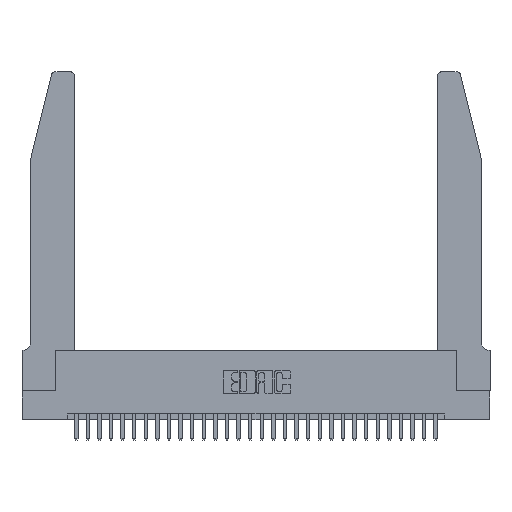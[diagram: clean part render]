
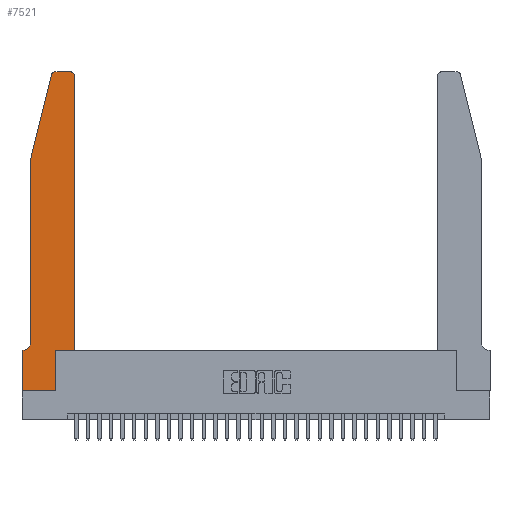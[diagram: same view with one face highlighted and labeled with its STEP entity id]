
A CAD part, top view. The second image highlights one B-rep face of the part: STEP entity #7521.
In plain terms, the highlighted planar face has unit normal (0, 0, 1).
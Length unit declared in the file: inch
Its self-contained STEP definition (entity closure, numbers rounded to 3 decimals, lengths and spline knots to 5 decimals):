
#1219 = CARTESIAN_POINT ( 'NONE',  ( 0.2605, 2.75, 0.37 ) ) ;
#1245 = LINE ( 'NONE', #2661, #13356 ) ;
#2250 = EDGE_CURVE ( 'NONE', #4029, #29545, #20145, .T. ) ;
#2513 = CARTESIAN_POINT ( 'NONE',  ( 0.2865, 0., 0.37 ) ) ;
#2661 = CARTESIAN_POINT ( 'NONE',  ( 0.0755, 0.35, 0.37 ) ) ;
#3174 = EDGE_CURVE ( 'NONE', #22438, #29234, #26941, .T. ) ;
#3370 = EDGE_CURVE ( 'NONE', #29545, #22438, #17083, .T. ) ;
#3773 = DIRECTION ( 'NONE',  ( 1., 0., 0. ) ) ;
#4029 = VERTEX_POINT ( 'NONE', #17829 ) ;
#4191 = CARTESIAN_POINT ( 'NONE',  ( 0., 0., 0.37 ) ) ;
#4334 = FACE_OUTER_BOUND ( 'NONE', #17863, .T. ) ;
#4627 = EDGE_CURVE ( 'NONE', #29234, #10809, #13590, .T. ) ;
#4661 = CARTESIAN_POINT ( 'NONE',  ( 0.0055, 0.42, 0.37 ) ) ;
#5344 = ORIENTED_EDGE ( 'NONE', *, *, #23303, .T. ) ;
#5606 = DIRECTION ( 'NONE',  ( 0., 1., 0. ) ) ;
#5995 = LINE ( 'NONE', #1219, #25698 ) ;
#6172 = DIRECTION ( 'NONE',  ( -1., 0., 0. ) ) ;
#6522 = CARTESIAN_POINT ( 'NONE',  ( 0.25487, 2.72718, 0.37 ) ) ;
#7360 = VERTEX_POINT ( 'NONE', #6522 ) ;
#7521 = ADVANCED_FACE ( 'NONE', ( #4334 ), #12150, .T. ) ;
#8389 = ORIENTED_EDGE ( 'NONE', *, *, #28099, .T. ) ;
#8481 = VERTEX_POINT ( 'NONE', #27670 ) ;
#8853 = EDGE_CURVE ( 'NONE', #26092, #8481, #1245, .T. ) ;
#9637 = DIRECTION ( 'NONE',  ( -1., 0., 0. ) ) ;
#9670 = LINE ( 'NONE', #10020, #12709 ) ;
#10020 = CARTESIAN_POINT ( 'NONE',  ( 0.0755, 2., 0.37 ) ) ;
#10809 = VERTEX_POINT ( 'NONE', #12275 ) ;
#11326 = CARTESIAN_POINT ( 'NONE',  ( 0.0055, 0.35, 0.37 ) ) ;
#11690 = VECTOR ( 'NONE', #5606, 39.37008 ) ;
#11838 = DIRECTION ( 'NONE',  ( 0., 0., 1. ) ) ;
#12040 = CARTESIAN_POINT ( 'NONE',  ( 0.284, 2.72, 0.37 ) ) ;
#12150 = PLANE ( 'NONE',  #30691 ) ;
#12275 = CARTESIAN_POINT ( 'NONE',  ( 0.4505, 2.72, 0.37 ) ) ;
#12404 = CARTESIAN_POINT ( 'NONE',  ( 0.0755, 2., 0.37 ) ) ;
#12441 = DIRECTION ( 'NONE',  ( 0., 0., 1. ) ) ;
#12643 = DIRECTION ( 'NONE',  ( 0., -1., 0. ) ) ;
#12709 = VECTOR ( 'NONE', #19996, 39.37008 ) ;
#12787 = CARTESIAN_POINT ( 'NONE',  ( 0.4505, 0.35, 0.37 ) ) ;
#13356 = VECTOR ( 'NONE', #19610, 39.37008 ) ;
#13590 = LINE ( 'NONE', #22259, #11690 ) ;
#13633 = DIRECTION ( 'NONE',  ( 1., 0., 0. ) ) ;
#14477 = DIRECTION ( 'NONE',  ( 0., -1., 0. ) ) ;
#14935 = AXIS2_PLACEMENT_3D ( 'NONE', #4661, #24168, #9637 ) ;
#14989 = VERTEX_POINT ( 'NONE', #12404 ) ;
#15231 = VECTOR ( 'NONE', #13633, 39.37008 ) ;
#15349 = CARTESIAN_POINT ( 'NONE',  ( 0.2865, 0.35, 0.37 ) ) ;
#15511 = CIRCLE ( 'NONE', #19943, 0.03 ) ;
#16677 = ORIENTED_EDGE ( 'NONE', *, *, #25040, .T. ) ;
#17083 = LINE ( 'NONE', #15349, #25423 ) ;
#17694 = CARTESIAN_POINT ( 'NONE',  ( 0.4505, 0.35, 0.37 ) ) ;
#17829 = CARTESIAN_POINT ( 'NONE',  ( 0., 0., 0.37 ) ) ;
#17863 = EDGE_LOOP ( 'NONE', ( #8389, #25535, #5344, #27775, #26726, #21409, #16677, #18775, #25425, #29701, #21962, #19516 ) ) ;
#17999 = DIRECTION ( 'NONE',  ( 1., 0., 0. ) ) ;
#18060 = CIRCLE ( 'NONE', #14935, 0.07 ) ;
#18585 = VERTEX_POINT ( 'NONE', #26028 ) ;
#18687 = EDGE_CURVE ( 'NONE', #14989, #18585, #28879, .T. ) ;
#18775 = ORIENTED_EDGE ( 'NONE', *, *, #2250, .T. ) ;
#19308 = CIRCLE ( 'NONE', #28281, 0.03 ) ;
#19516 = ORIENTED_EDGE ( 'NONE', *, *, #29392, .T. ) ;
#19610 = DIRECTION ( 'NONE',  ( -1., 0., 0. ) ) ;
#19943 = AXIS2_PLACEMENT_3D ( 'NONE', #12040, #12441, #21897 ) ;
#19996 = DIRECTION ( 'NONE',  ( -0.239, -0.971, 0. ) ) ;
#20145 = LINE ( 'NONE', #4191, #15231 ) ;
#20511 = VECTOR ( 'NONE', #17999, 39.37008 ) ;
#20630 = DIRECTION ( 'NONE',  ( 0., 0., 1. ) ) ;
#21409 = ORIENTED_EDGE ( 'NONE', *, *, #8853, .T. ) ;
#21757 = CARTESIAN_POINT ( 'NONE',  ( 0.284, 2.75, 0.37 ) ) ;
#21897 = DIRECTION ( 'NONE',  ( 1., 0., 0. ) ) ;
#21962 = ORIENTED_EDGE ( 'NONE', *, *, #4627, .T. ) ;
#22259 = CARTESIAN_POINT ( 'NONE',  ( 0.4505, 0.35, 0.37 ) ) ;
#22438 = VERTEX_POINT ( 'NONE', #25648 ) ;
#22447 = VECTOR ( 'NONE', #14477, 39.37008 ) ;
#22644 = DIRECTION ( 'NONE',  ( 0., 1., 0. ) ) ;
#23303 = EDGE_CURVE ( 'NONE', #7360, #14989, #9670, .T. ) ;
#23725 = VERTEX_POINT ( 'NONE', #21757 ) ;
#23956 = VECTOR ( 'NONE', #12643, 39.37008 ) ;
#24125 = CARTESIAN_POINT ( 'NONE',  ( 0., 0.35, 0.37 ) ) ;
#24168 = DIRECTION ( 'NONE',  ( 0., 0., -1. ) ) ;
#24293 = CARTESIAN_POINT ( 'NONE',  ( 0.4205, 2.75, 0.37 ) ) ;
#25040 = EDGE_CURVE ( 'NONE', #8481, #4029, #27754, .T. ) ;
#25423 = VECTOR ( 'NONE', #22644, 39.37008 ) ;
#25425 = ORIENTED_EDGE ( 'NONE', *, *, #3370, .T. ) ;
#25535 = ORIENTED_EDGE ( 'NONE', *, *, #27809, .T. ) ;
#25648 = CARTESIAN_POINT ( 'NONE',  ( 0.2865, 0.35, 0.37 ) ) ;
#25698 = VECTOR ( 'NONE', #6172, 39.37008 ) ;
#26028 = CARTESIAN_POINT ( 'NONE',  ( 0.0755, 0.42, 0.37 ) ) ;
#26092 = VERTEX_POINT ( 'NONE', #11326 ) ;
#26726 = ORIENTED_EDGE ( 'NONE', *, *, #31290, .T. ) ;
#26941 = LINE ( 'NONE', #17694, #20511 ) ;
#27670 = CARTESIAN_POINT ( 'NONE',  ( 0., 0.35, 0.37 ) ) ;
#27754 = LINE ( 'NONE', #29685, #23956 ) ;
#27775 = ORIENTED_EDGE ( 'NONE', *, *, #18687, .T. ) ;
#27809 = EDGE_CURVE ( 'NONE', #23725, #7360, #15511, .T. ) ;
#28099 = EDGE_CURVE ( 'NONE', #30117, #23725, #5995, .T. ) ;
#28281 = AXIS2_PLACEMENT_3D ( 'NONE', #30644, #20630, #3773 ) ;
#28879 = LINE ( 'NONE', #28980, #22447 ) ;
#28980 = CARTESIAN_POINT ( 'NONE',  ( 0.0755, 2., 0.37 ) ) ;
#28991 = DIRECTION ( 'NONE',  ( 1., 0., 0. ) ) ;
#29234 = VERTEX_POINT ( 'NONE', #12787 ) ;
#29392 = EDGE_CURVE ( 'NONE', #10809, #30117, #19308, .T. ) ;
#29545 = VERTEX_POINT ( 'NONE', #2513 ) ;
#29685 = CARTESIAN_POINT ( 'NONE',  ( 0., 0., 0.37 ) ) ;
#29701 = ORIENTED_EDGE ( 'NONE', *, *, #3174, .T. ) ;
#30117 = VERTEX_POINT ( 'NONE', #24293 ) ;
#30644 = CARTESIAN_POINT ( 'NONE',  ( 0.4205, 2.72, 0.37 ) ) ;
#30691 = AXIS2_PLACEMENT_3D ( 'NONE', #24125, #11838, #28991 ) ;
#31290 = EDGE_CURVE ( 'NONE', #18585, #26092, #18060, .T. ) ;
